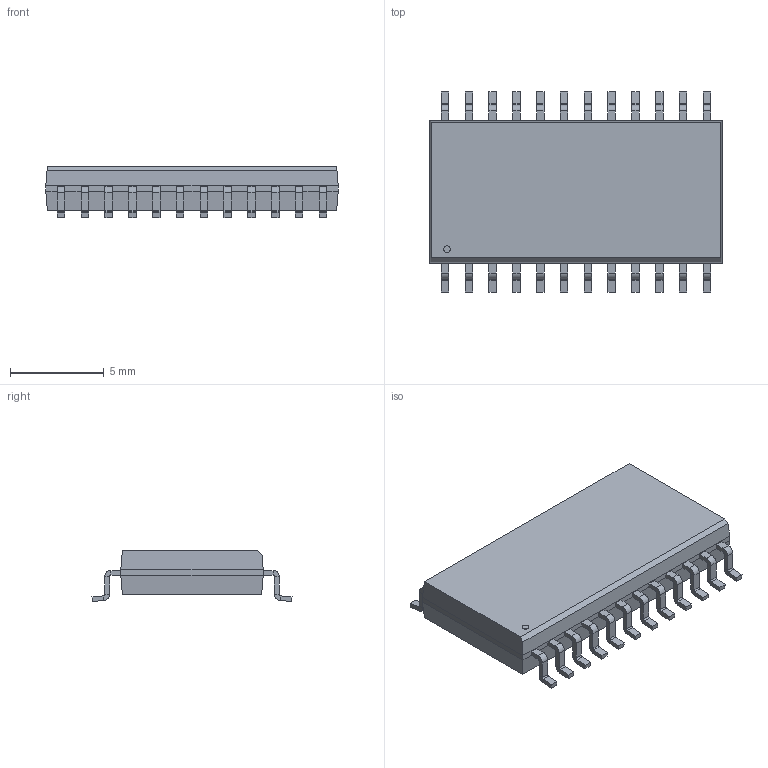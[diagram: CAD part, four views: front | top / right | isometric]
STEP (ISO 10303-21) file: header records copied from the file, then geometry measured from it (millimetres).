
FILE_DESCRIPTION (( 'STEP AP214' ), '1' );
FILE_NAME ('SW3dPS-SOIC24.STEP', '2017-06-13T14:42:22', ( '' ), ( '' ), 'SwSTEP 2.0', 'SolidWorks 2016', '' );
FILE_SCHEMA (( 'AUTOMOTIVE_DESIGN' ));
Length unit declared in the file: millimetre
Products named in the file (2): SW3dPS-SOIC24
Bounding box: 15.6 x 10.67 x 2.72 mm (x, y, z)
Volume: 280.5 mm3; surface area: 420.2 mm2
Topology: 1 solids, 1 shells, 522 faces, 1117 edges, 598 vertices
Faces by surface type: plane 424, cylinder 98
Entity records: 19089 total; most frequent: DIRECTION 2361, CARTESIAN_POINT 2239, ORIENTED_EDGE 2234, EDGE_CURVE 1117, LINE 921, VECTOR 921, AXIS2_PLACEMENT_3D 720, VERTEX_POINT 598
